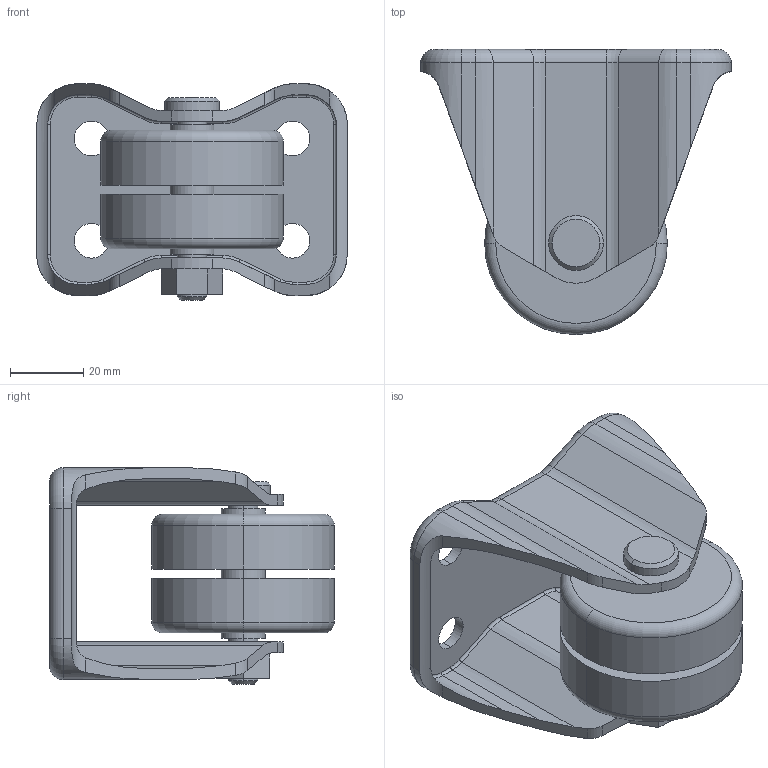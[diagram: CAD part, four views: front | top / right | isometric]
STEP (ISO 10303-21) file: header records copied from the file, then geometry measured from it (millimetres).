
FILE_DESCRIPTION (( 'STEP AP203' ), '1' );
FILE_NAME ('sone3D.STEP', '2013-12-12T07:29:49', ( '' ), ( '' ), 'SwSTEP 2.0', 'SolidWorks 2012', '' );
FILE_SCHEMA (( 'CONFIG_CONTROL_DESIGN' ));
Length unit declared in the file: millimetre
Products named in the file (1): sone3D
Bounding box: 85 x 78 x 59.3 mm (x, y, z)
Volume: 94601.3 mm3; surface area: 36575.4 mm2
Topology: 1 solids, 1 shells, 163 faces, 400 edges, 248 vertices
Faces by surface type: cylinder 82, plane 49, torus 28, cone 4
Entity records: 5015 total; most frequent: CARTESIAN_POINT 1052, DIRECTION 852, ORIENTED_EDGE 800, EDGE_CURVE 400, AXIS2_PLACEMENT_3D 328, VERTEX_POINT 248, LINE 196, VECTOR 196
